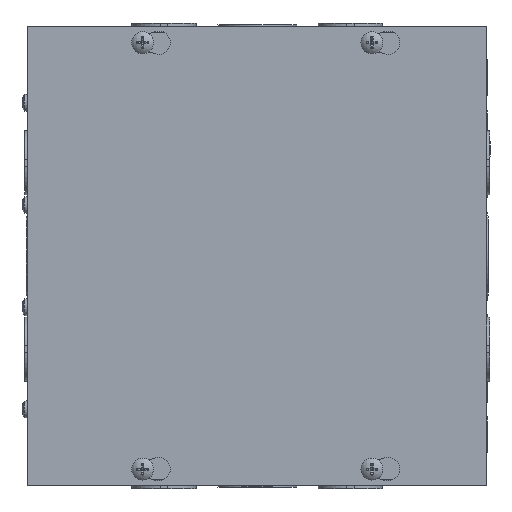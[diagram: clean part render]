
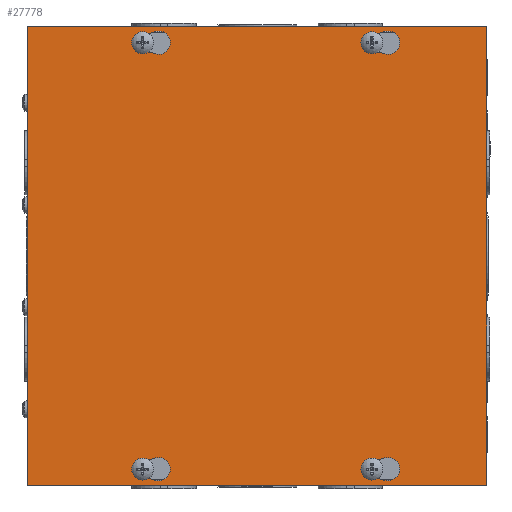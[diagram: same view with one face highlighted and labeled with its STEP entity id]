
A CAD part, top view. The second image highlights one B-rep face of the part: STEP entity #27778.
In plain terms, the highlighted planar face has unit normal (0, 0, 1).
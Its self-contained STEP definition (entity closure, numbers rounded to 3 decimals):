
#2313=LINE('',#43354,#4795);
#2318=LINE('',#43368,#4800);
#2321=LINE('',#43378,#4803);
#2326=LINE('',#43392,#4808);
#2329=LINE('',#43402,#4811);
#2334=LINE('',#43416,#4816);
#2337=LINE('',#43426,#4819);
#2342=LINE('',#43440,#4824);
#2345=LINE('',#43450,#4827);
#2349=LINE('',#43458,#4831);
#2352=LINE('',#43464,#4834);
#2355=LINE('',#43469,#4837);
#4795=VECTOR('',#34492,0.27);
#4800=VECTOR('',#34505,0.27);
#4803=VECTOR('',#34516,0.27);
#4808=VECTOR('',#34529,0.27);
#4811=VECTOR('',#34540,0.27);
#4816=VECTOR('',#34553,0.27);
#4819=VECTOR('',#34564,0.27);
#4824=VECTOR('',#34577,0.27);
#4827=VECTOR('',#34588,8.);
#4831=VECTOR('',#34594,8.);
#4834=VECTOR('',#34599,8.);
#4837=VECTOR('',#34604,8.);
#6451=PLANE('',#29835);
#7073=FACE_BOUND('',#9797,.T.);
#7074=FACE_BOUND('',#9798,.T.);
#7075=FACE_BOUND('',#9799,.T.);
#7076=FACE_BOUND('',#9800,.T.);
#8014=FACE_OUTER_BOUND('',#9796,.T.);
#9796=EDGE_LOOP('',(#21989,#21990,#21991,#21992));
#9797=EDGE_LOOP('',(#21993,#21994,#21995,#21996));
#9798=EDGE_LOOP('',(#21997,#21998,#21999,#22000));
#9799=EDGE_LOOP('',(#22001,#22002,#22003,#22004));
#9800=EDGE_LOOP('',(#22005,#22006,#22007,#22008));
#11123=CIRCLE('',#29801,0.203);
#11125=CIRCLE('',#29805,0.125);
#11127=CIRCLE('',#29809,0.203);
#11129=CIRCLE('',#29813,0.125);
#11131=CIRCLE('',#29817,0.203);
#11133=CIRCLE('',#29821,0.125);
#11135=CIRCLE('',#29825,0.203);
#11137=CIRCLE('',#29829,0.125);
#12668=VERTEX_POINT('',#43352);
#12669=VERTEX_POINT('',#43353);
#12672=VERTEX_POINT('',#43361);
#12674=VERTEX_POINT('',#43367);
#12676=VERTEX_POINT('',#43376);
#12677=VERTEX_POINT('',#43377);
#12680=VERTEX_POINT('',#43385);
#12682=VERTEX_POINT('',#43391);
#12684=VERTEX_POINT('',#43400);
#12685=VERTEX_POINT('',#43401);
#12688=VERTEX_POINT('',#43409);
#12690=VERTEX_POINT('',#43415);
#12692=VERTEX_POINT('',#43424);
#12693=VERTEX_POINT('',#43425);
#12696=VERTEX_POINT('',#43433);
#12698=VERTEX_POINT('',#43439);
#12700=VERTEX_POINT('',#43448);
#12701=VERTEX_POINT('',#43449);
#12704=VERTEX_POINT('',#43457);
#12706=VERTEX_POINT('',#43463);
#15868=EDGE_CURVE('',#12668,#12669,#2313,.T.);
#15872=EDGE_CURVE('',#12672,#12668,#11123,.T.);
#15875=EDGE_CURVE('',#12674,#12672,#2318,.T.);
#15878=EDGE_CURVE('',#12669,#12674,#11125,.T.);
#15880=EDGE_CURVE('',#12676,#12677,#2321,.T.);
#15884=EDGE_CURVE('',#12680,#12676,#11127,.T.);
#15887=EDGE_CURVE('',#12682,#12680,#2326,.T.);
#15890=EDGE_CURVE('',#12677,#12682,#11129,.T.);
#15892=EDGE_CURVE('',#12684,#12685,#2329,.T.);
#15896=EDGE_CURVE('',#12688,#12684,#11131,.T.);
#15899=EDGE_CURVE('',#12690,#12688,#2334,.T.);
#15902=EDGE_CURVE('',#12685,#12690,#11133,.T.);
#15904=EDGE_CURVE('',#12692,#12693,#2337,.T.);
#15908=EDGE_CURVE('',#12696,#12692,#11135,.T.);
#15911=EDGE_CURVE('',#12698,#12696,#2342,.T.);
#15914=EDGE_CURVE('',#12693,#12698,#11137,.T.);
#15916=EDGE_CURVE('',#12700,#12701,#2345,.T.);
#15920=EDGE_CURVE('',#12701,#12704,#2349,.T.);
#15923=EDGE_CURVE('',#12704,#12706,#2352,.T.);
#15926=EDGE_CURVE('',#12706,#12700,#2355,.T.);
#21989=ORIENTED_EDGE('',*,*,#15916,.F.);
#21990=ORIENTED_EDGE('',*,*,#15926,.F.);
#21991=ORIENTED_EDGE('',*,*,#15923,.F.);
#21992=ORIENTED_EDGE('',*,*,#15920,.F.);
#21993=ORIENTED_EDGE('',*,*,#15868,.T.);
#21994=ORIENTED_EDGE('',*,*,#15878,.T.);
#21995=ORIENTED_EDGE('',*,*,#15875,.T.);
#21996=ORIENTED_EDGE('',*,*,#15872,.T.);
#21997=ORIENTED_EDGE('',*,*,#15880,.T.);
#21998=ORIENTED_EDGE('',*,*,#15890,.T.);
#21999=ORIENTED_EDGE('',*,*,#15887,.T.);
#22000=ORIENTED_EDGE('',*,*,#15884,.T.);
#22001=ORIENTED_EDGE('',*,*,#15892,.T.);
#22002=ORIENTED_EDGE('',*,*,#15902,.T.);
#22003=ORIENTED_EDGE('',*,*,#15899,.T.);
#22004=ORIENTED_EDGE('',*,*,#15896,.T.);
#22005=ORIENTED_EDGE('',*,*,#15904,.T.);
#22006=ORIENTED_EDGE('',*,*,#15914,.T.);
#22007=ORIENTED_EDGE('',*,*,#15911,.T.);
#22008=ORIENTED_EDGE('',*,*,#15908,.T.);
#27778=ADVANCED_FACE('',(#8014,#7073,#7074,#7075,#7076),#6451,.T.);
#29801=AXIS2_PLACEMENT_3D('',#43362,#34498,#34499);
#29805=AXIS2_PLACEMENT_3D('',#43373,#34510,#34511);
#29809=AXIS2_PLACEMENT_3D('',#43386,#34522,#34523);
#29813=AXIS2_PLACEMENT_3D('',#43397,#34534,#34535);
#29817=AXIS2_PLACEMENT_3D('',#43410,#34546,#34547);
#29821=AXIS2_PLACEMENT_3D('',#43421,#34558,#34559);
#29825=AXIS2_PLACEMENT_3D('',#43434,#34570,#34571);
#29829=AXIS2_PLACEMENT_3D('',#43445,#34582,#34583);
#29835=AXIS2_PLACEMENT_3D('',#43471,#34606,#34607);
#34492=DIRECTION('',(0.278,0.961,0.));
#34498=DIRECTION('center_axis',(0.,0.,-1.));
#34499=DIRECTION('ref_axis',(0.961,-0.278,0.));
#34505=DIRECTION('',(0.278,-0.961,0.));
#34510=DIRECTION('center_axis',(0.,0.,-1.));
#34511=DIRECTION('ref_axis',(-0.961,-0.278,0.));
#34516=DIRECTION('',(0.278,0.961,0.));
#34522=DIRECTION('center_axis',(0.,0.,-1.));
#34523=DIRECTION('ref_axis',(0.961,-0.278,0.));
#34529=DIRECTION('',(0.278,-0.961,0.));
#34534=DIRECTION('center_axis',(0.,0.,-1.));
#34535=DIRECTION('ref_axis',(-0.961,-0.278,0.));
#34540=DIRECTION('',(0.278,0.961,0.));
#34546=DIRECTION('center_axis',(0.,0.,-1.));
#34547=DIRECTION('ref_axis',(0.961,-0.278,0.));
#34553=DIRECTION('',(0.278,-0.961,0.));
#34558=DIRECTION('center_axis',(0.,0.,-1.));
#34559=DIRECTION('ref_axis',(-0.961,-0.278,0.));
#34564=DIRECTION('',(0.278,0.961,0.));
#34570=DIRECTION('center_axis',(0.,0.,-1.));
#34571=DIRECTION('ref_axis',(0.961,-0.278,0.));
#34577=DIRECTION('',(0.278,-0.961,0.));
#34582=DIRECTION('center_axis',(0.,0.,-1.));
#34583=DIRECTION('ref_axis',(-0.961,-0.278,0.));
#34588=DIRECTION('',(0.,1.,0.));
#34594=DIRECTION('',(1.,0.,0.));
#34599=DIRECTION('',(0.,-1.,0.));
#34604=DIRECTION('',(-1.,0.,0.));
#34606=DIRECTION('center_axis',(0.,0.,1.));
#34607=DIRECTION('ref_axis',(1.,0.,0.));
#43352=CARTESIAN_POINT('',(3.524,-2.225,0.059));
#43353=CARTESIAN_POINT('',(3.599,-1.965,0.059));
#43354=CARTESIAN_POINT('',(3.685,-1.668,0.059));
#43361=CARTESIAN_POINT('',(3.914,-2.225,0.059));
#43362=CARTESIAN_POINT('Origin',(3.719,-2.281,0.059));
#43367=CARTESIAN_POINT('',(3.839,-1.965,0.059));
#43368=CARTESIAN_POINT('',(3.429,-0.546,0.059));
#43373=CARTESIAN_POINT('Origin',(3.719,-2.,0.059));
#43376=CARTESIAN_POINT('',(-3.914,-2.225,0.059));
#43377=CARTESIAN_POINT('',(-3.839,-1.965,0.059));
#43378=CARTESIAN_POINT('',(-3.466,-0.676,0.059));
#43385=CARTESIAN_POINT('',(-3.524,-2.225,0.059));
#43386=CARTESIAN_POINT('Origin',(-3.719,-2.281,0.059));
#43391=CARTESIAN_POINT('',(-3.599,-1.965,0.059));
#43392=CARTESIAN_POINT('',(-3.722,-1.539,0.059));
#43397=CARTESIAN_POINT('Origin',(-3.719,-2.,0.059));
#43400=CARTESIAN_POINT('',(3.524,1.775,0.059));
#43401=CARTESIAN_POINT('',(3.599,2.035,0.059));
#43402=CARTESIAN_POINT('',(3.151,0.486,0.059));
#43409=CARTESIAN_POINT('',(3.914,1.775,0.059));
#43410=CARTESIAN_POINT('Origin',(3.719,1.719,0.059));
#43415=CARTESIAN_POINT('',(3.839,2.035,0.059));
#43416=CARTESIAN_POINT('',(3.962,1.608,0.059));
#43421=CARTESIAN_POINT('Origin',(3.719,2.,0.059));
#43424=CARTESIAN_POINT('',(-3.914,1.775,0.059));
#43425=CARTESIAN_POINT('',(-3.839,2.035,0.059));
#43426=CARTESIAN_POINT('',(-4.,1.478,0.059));
#43433=CARTESIAN_POINT('',(-3.524,1.775,0.059));
#43434=CARTESIAN_POINT('Origin',(-3.719,1.719,0.059));
#43439=CARTESIAN_POINT('',(-3.599,2.035,0.059));
#43440=CARTESIAN_POINT('',(-3.188,0.616,0.059));
#43445=CARTESIAN_POINT('Origin',(-3.719,2.,0.059));
#43448=CARTESIAN_POINT('',(-4.,-4.,0.059));
#43449=CARTESIAN_POINT('',(-4.,4.,0.059));
#43450=CARTESIAN_POINT('',(-4.,-4.,0.059));
#43457=CARTESIAN_POINT('',(4.,4.,0.059));
#43458=CARTESIAN_POINT('',(-4.,4.,0.059));
#43463=CARTESIAN_POINT('',(4.,-4.,0.059));
#43464=CARTESIAN_POINT('',(4.,4.,0.059));
#43469=CARTESIAN_POINT('',(4.,-4.,0.059));
#43471=CARTESIAN_POINT('Origin',(0.,0.,0.059));
